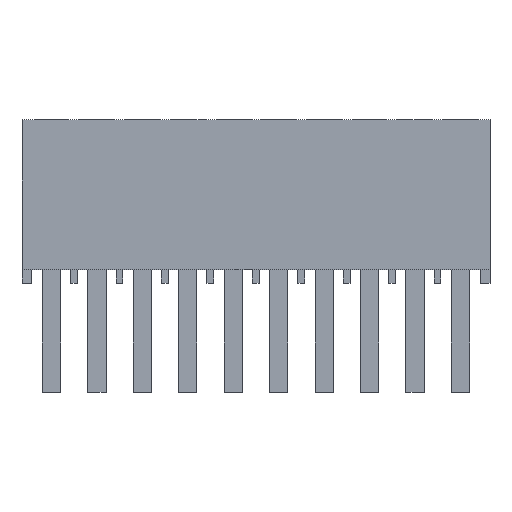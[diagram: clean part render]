
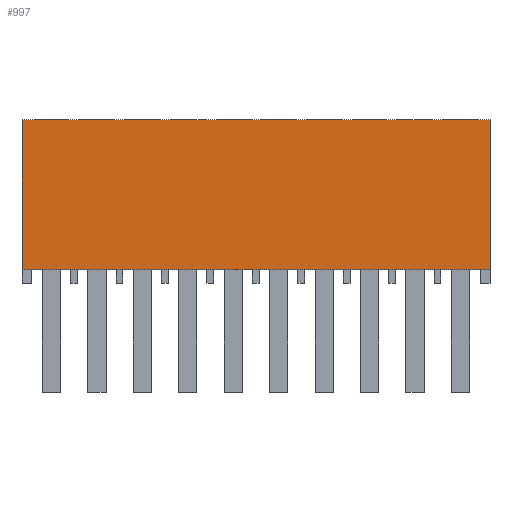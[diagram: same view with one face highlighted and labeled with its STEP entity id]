
A CAD part, top view. The second image highlights one B-rep face of the part: STEP entity #997.
In plain terms, the highlighted planar face has unit normal (0, 0, 1).
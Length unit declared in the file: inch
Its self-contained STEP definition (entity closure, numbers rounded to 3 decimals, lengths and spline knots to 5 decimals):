
#997 = ADVANCED_FACE( '', ( #2055 ), #2056, .F. );
#2055 = FACE_OUTER_BOUND( '', #3137, .T. );
#2056 = PLANE( '', #3138 );
#3137 = EDGE_LOOP( '', ( #5853, #5854, #5855, #5856 ) );
#3138 = AXIS2_PLACEMENT_3D( '', #5857, #5858, #5859 );
#5853 = ORIENTED_EDGE( '', *, *, #7094, .T. );
#5854 = ORIENTED_EDGE( '', *, *, #6280, .T. );
#5855 = ORIENTED_EDGE( '', *, *, #7314, .F. );
#5856 = ORIENTED_EDGE( '', *, *, #6887, .F. );
#5857 = CARTESIAN_POINT( '', ( -0.2575, 0.18, 0.06 ) );
#5858 = DIRECTION( '', ( 0., 0., -1. ) );
#5859 = DIRECTION( '', ( -1., 0., 0. ) );
#6280 = EDGE_CURVE( '', #7464, #7462, #7465, .T. );
#6887 = EDGE_CURVE( '', #8426, #8428, #8429, .T. );
#7094 = EDGE_CURVE( '', #8426, #7464, #8709, .T. );
#7314 = EDGE_CURVE( '', #8428, #7462, #8954, .T. );
#7462 = VERTEX_POINT( '', #9148 );
#7464 = VERTEX_POINT( '', #9151 );
#7465 = LINE( '', #9152, #9153 );
#8426 = VERTEX_POINT( '', #10585 );
#8428 = VERTEX_POINT( '', #10588 );
#8429 = LINE( '', #10589, #10590 );
#8709 = LINE( '', #11022, #11023 );
#8954 = LINE( '', #11380, #11381 );
#9148 = CARTESIAN_POINT( '', ( 0.2575, 0.015, 0.06 ) );
#9151 = CARTESIAN_POINT( '', ( -0.2575, 0.015, 0.06 ) );
#9152 = CARTESIAN_POINT( '', ( -0.2575, 0.015, 0.06 ) );
#9153 = VECTOR( '', #11494, 39.37008 );
#10585 = CARTESIAN_POINT( '', ( -0.2575, 0.18, 0.06 ) );
#10588 = CARTESIAN_POINT( '', ( 0.2575, 0.18, 0.06 ) );
#10589 = CARTESIAN_POINT( '', ( -0.2575, 0.18, 0.06 ) );
#10590 = VECTOR( '', #11967, 39.37008 );
#11022 = CARTESIAN_POINT( '', ( -0.2575, 0.18, 0.06 ) );
#11023 = VECTOR( '', #12120, 39.37008 );
#11380 = CARTESIAN_POINT( '', ( 0.2575, 0.18, 0.06 ) );
#11381 = VECTOR( '', #12233, 39.37008 );
#11494 = DIRECTION( '', ( 1., 0., 0. ) );
#11967 = DIRECTION( '', ( 1., 0., 0. ) );
#12120 = DIRECTION( '', ( 0., -1., 0. ) );
#12233 = DIRECTION( '', ( 0., -1., 0. ) );
